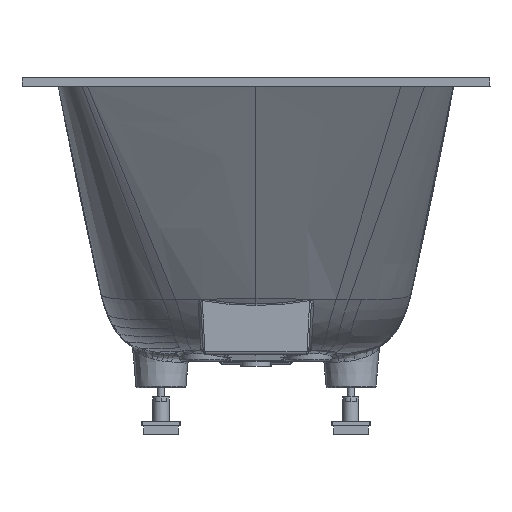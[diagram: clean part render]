
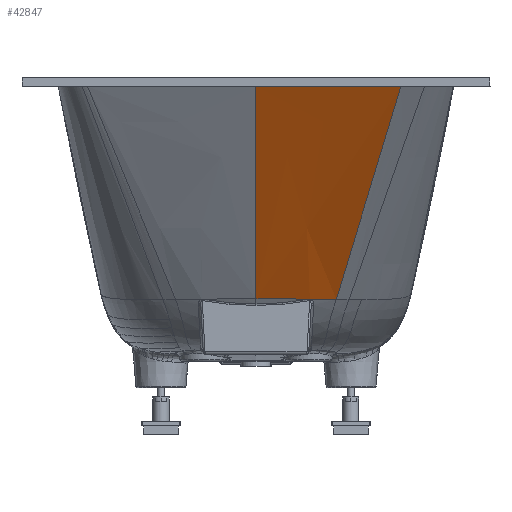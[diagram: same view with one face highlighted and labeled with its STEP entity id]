
A CAD part, front view. The second image highlights one B-rep face of the part: STEP entity #42847.
In plain terms, the highlighted free-form (B-spline) face has degree [3, 3] with [7, 8] control points.
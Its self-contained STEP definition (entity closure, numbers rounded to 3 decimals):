
#28446=CARTESIAN_POINT('',(21.297,837.367,595.0));
#28447=VERTEX_POINT('',#28446);
#28454=CARTESIAN_POINT('',(-226.454,837.367,595.0));
#28455=VERTEX_POINT('',#28454);
#28456=CARTESIAN_POINT('',(21.297,837.367,595.0));
#28457=DIRECTION('',(-1.0,0.0,0.0));
#28458=VECTOR('',#28457,247.751);
#28459=LINE('',#28456,#28458);
#28460=EDGE_CURVE('',#28447,#28455,#28459,.T.);
#42689=CARTESIAN_POINT('',(21.297,611.386,231.962));
#42690=VERTEX_POINT('',#42689);
#42691=CARTESIAN_POINT('',(21.297,611.386,231.962));
#42692=CARTESIAN_POINT('',(21.297,623.941,252.13));
#42693=CARTESIAN_POINT('',(21.297,649.052,292.466));
#42694=CARTESIAN_POINT('',(21.297,699.272,373.14));
#42695=CARTESIAN_POINT('',(21.297,749.49,453.816));
#42696=CARTESIAN_POINT('',(21.297,799.706,534.492));
#42697=CARTESIAN_POINT('',(21.297,824.814,574.831));
#42698=CARTESIAN_POINT('',(21.297,837.367,595.0));
#42699=B_SPLINE_CURVE_WITH_KNOTS('',3,(#42691,#42692,#42693,#42694,#42695,#42696,#42697,#42698),.UNSPECIFIED.,.F.,.U.,(4,1,1,1,1,4),(0.0,78.457,156.914,313.828,392.285,470.742),.UNSPECIFIED.);
#42700=EDGE_CURVE('',#42690,#28447,#42699,.T.);
#42740=CARTESIAN_POINT('',(21.297,611.386,231.962));
#42741=CARTESIAN_POINT('',(10.256,611.386,231.962));
#42742=CARTESIAN_POINT('',(-12.287,610.996,231.902));
#42743=CARTESIAN_POINT('',(-47.015,608.782,231.662));
#42744=CARTESIAN_POINT('',(-81.981,604.52,231.307));
#42745=CARTESIAN_POINT('',(-104.912,600.12,231.036));
#42746=CARTESIAN_POINT('',(-116.149,597.516,230.902));
#42747=CARTESIAN_POINT('',(21.297,623.941,252.13));
#42748=CARTESIAN_POINT('',(9.683,623.941,252.13));
#42749=CARTESIAN_POINT('',(-13.941,623.573,252.075));
#42750=CARTESIAN_POINT('',(-50.173,621.482,251.854));
#42751=CARTESIAN_POINT('',(-86.608,617.457,251.529));
#42752=CARTESIAN_POINT('',(-110.551,613.302,251.282));
#42753=CARTESIAN_POINT('',(-122.317,610.843,251.16));
#42754=CARTESIAN_POINT('',(21.297,649.052,292.466));
#42755=CARTESIAN_POINT('',(8.536,649.052,292.466));
#42756=CARTESIAN_POINT('',(-17.248,648.727,292.418));
#42757=CARTESIAN_POINT('',(-56.483,646.882,292.222));
#42758=CARTESIAN_POINT('',(-95.847,643.33,291.933));
#42759=CARTESIAN_POINT('',(-121.807,639.664,291.714));
#42760=CARTESIAN_POINT('',(-134.628,637.494,291.606));
#42761=CARTESIAN_POINT('',(21.297,699.272,373.14));
#42762=CARTESIAN_POINT('',(6.242,699.272,373.14));
#42763=CARTESIAN_POINT('',(-23.86,699.033,373.099));
#42764=CARTESIAN_POINT('',(-69.087,697.681,372.93));
#42765=CARTESIAN_POINT('',(-114.285,695.076,372.68));
#42766=CARTESIAN_POINT('',(-144.262,692.387,372.485));
#42767=CARTESIAN_POINT('',(-159.18,690.796,372.386));
#42768=CARTESIAN_POINT('',(21.297,749.49,453.816));
#42769=CARTESIAN_POINT('',(3.949,749.49,453.816));
#42770=CARTESIAN_POINT('',(-30.47,749.338,453.795));
#42771=CARTESIAN_POINT('',(-81.688,748.477,453.71));
#42772=CARTESIAN_POINT('',(-132.719,746.82,453.587));
#42773=CARTESIAN_POINT('',(-166.709,745.109,453.495));
#42774=CARTESIAN_POINT('',(-183.723,744.096,453.45));
#42775=CARTESIAN_POINT('',(21.297,799.706,534.492));
#42776=CARTESIAN_POINT('',(1.655,799.706,534.492));
#42777=CARTESIAN_POINT('',(-37.076,799.641,534.479));
#42778=CARTESIAN_POINT('',(-94.26,799.272,534.428));
#42779=CARTESIAN_POINT('',(-151.086,798.562,534.35));
#42780=CARTESIAN_POINT('',(-189.056,797.828,534.289));
#42781=CARTESIAN_POINT('',(-208.148,797.394,534.258));
#42782=CARTESIAN_POINT('',(21.297,824.814,574.831));
#42783=CARTESIAN_POINT('',(0.508,824.814,574.831));
#42784=CARTESIAN_POINT('',(-40.378,824.792,574.825));
#42785=CARTESIAN_POINT('',(-100.543,824.669,574.803));
#42786=CARTESIAN_POINT('',(-160.264,824.432,574.77));
#42787=CARTESIAN_POINT('',(-200.221,824.188,574.742));
#42788=CARTESIAN_POINT('',(-220.351,824.043,574.728));
#42789=CARTESIAN_POINT('',(21.297,837.367,595.0));
#42790=CARTESIAN_POINT('',(-0.065,837.367,595.0));
#42791=CARTESIAN_POINT('',(-42.029,837.367,595.0));
#42792=CARTESIAN_POINT('',(-103.685,837.367,595.0));
#42793=CARTESIAN_POINT('',(-164.854,837.367,595.0));
#42794=CARTESIAN_POINT('',(-205.805,837.367,595.0));
#42795=CARTESIAN_POINT('',(-226.454,837.367,595.0));
#42796=B_SPLINE_SURFACE_WITH_KNOTS('',3,3,((#42740,#42747,#42754,#42761,#42768,#42775,#42782,#42789),(#42741,#42748,#42755,#42762,#42769,#42776,#42783,#42790),(#42742,#42749,#42756,#42763,#42770,#42777,#42784,#42791),(#42743,#42750,#42757,#42764,#42771,#42778,#42785,#42792),(#42744,#42751,#42758,#42765,#42772,#42779,#42786,#42793),(#42745,#42752,#42759,#42766,#42773,#42780,#42787,#42794),(#42746,#42753,#42760,#42767,#42774,#42781,#42788,#42795)),.UNSPECIFIED.,.F.,.F.,.U.,(4,1,1,1,4),(4,1,1,1,1,4),(389.542,435.533,481.524,527.516,573.507),(0.0,78.457,156.914,313.828,392.285,470.742),.UNSPECIFIED.);
#42797=CARTESIAN_POINT('',(-116.149,597.516,230.901));
#42798=VERTEX_POINT('',#42797);
#42799=CARTESIAN_POINT('',(-116.149,597.516,230.902));
#42800=CARTESIAN_POINT('',(-122.317,610.843,251.16));
#42801=CARTESIAN_POINT('',(-134.628,637.494,291.606));
#42802=CARTESIAN_POINT('',(-159.18,690.796,372.386));
#42803=CARTESIAN_POINT('',(-183.723,744.096,453.45));
#42804=CARTESIAN_POINT('',(-208.148,797.394,534.258));
#42805=CARTESIAN_POINT('',(-220.351,824.043,574.728));
#42806=CARTESIAN_POINT('',(-226.454,837.367,595.0));
#42807=B_SPLINE_CURVE_WITH_KNOTS('',3,(#42799,#42800,#42801,#42802,#42803,#42804,#42805,#42806),.UNSPECIFIED.,.F.,.U.,(4,1,1,1,1,4),(0.0,78.457,156.914,313.828,392.285,470.742),.UNSPECIFIED.);
#42808=EDGE_CURVE('',#42798,#28455,#42807,.T.);
#42809=ORIENTED_EDGE('',*,*,#42808,.T.);
#42810=ORIENTED_EDGE('',*,*,#28460,.F.);
#42811=ORIENTED_EDGE('',*,*,#42700,.F.);
#42812=CARTESIAN_POINT('',(-70.634,605.768,231.418));
#42813=VERTEX_POINT('',#42812);
#42814=CARTESIAN_POINT('',(21.297,611.386,231.962));
#42815=CARTESIAN_POINT('',(10.256,611.386,231.962));
#42816=CARTESIAN_POINT('',(-12.287,610.996,231.902));
#42817=CARTESIAN_POINT('',(-43.267,609.021,231.688));
#42818=CARTESIAN_POINT('',(-62.784,606.825,231.5));
#42819=CARTESIAN_POINT('',(-70.634,605.768,231.418));
#42820=B_SPLINE_CURVE_WITH_KNOTS('',3,(#42814,#42815,#42816,#42817,#42818,#42819),.UNSPECIFIED.,.F.,.U.,(4,1,1,4),(389.542,435.533,481.524,512.628),.UNSPECIFIED.);
#42821=EDGE_CURVE('',#42690,#42813,#42820,.T.);
#42822=ORIENTED_EDGE('',*,*,#42821,.T.);
#42823=CARTESIAN_POINT('',(-71.531,605.646,231.409));
#42824=VERTEX_POINT('',#42823);
#42825=CARTESIAN_POINT('',(-15.041,200.387,117.962));
#42826=DIRECTION('',(0.026,-0.266,0.964));
#42827=DIRECTION('',(-0.133,0.954,0.267));
#42828=AXIS2_PLACEMENT_3D('',#42825,#42826,#42827);
#42829=CIRCLE('',#42828,424.613);
#42830=EDGE_CURVE('',#42813,#42824,#42829,.T.);
#42831=ORIENTED_EDGE('',*,*,#42830,.T.);
#42832=CARTESIAN_POINT('',(-71.531,605.646,231.409));
#42833=CARTESIAN_POINT('',(-74.989,605.174,231.373));
#42834=CARTESIAN_POINT('',(-78.442,604.669,231.336));
#42835=CARTESIAN_POINT('',(-81.886,604.13,231.298));
#42836=CARTESIAN_POINT('',(-85.892,603.503,231.254));
#42837=CARTESIAN_POINT('',(-89.889,602.828,231.209));
#42838=CARTESIAN_POINT('',(-93.868,602.107,231.163));
#42839=CARTESIAN_POINT('',(-101.37,600.747,231.077));
#42840=CARTESIAN_POINT('',(-108.806,599.217,230.989));
#42841=CARTESIAN_POINT('',(-116.148,597.515,230.9));
#42842=B_SPLINE_CURVE_WITH_KNOTS('',3,(#42832,#42833,#42834,#42835,#42836,#42837,#42838,#42839,#42840,#42841),.UNSPECIFIED.,.F.,.U.,(4,3,3,4),(513.813,527.516,543.455,573.507),.UNSPECIFIED.);
#42843=EDGE_CURVE('',#42824,#42798,#42842,.T.);
#42844=ORIENTED_EDGE('',*,*,#42843,.T.);
#42845=EDGE_LOOP('',(#42809,#42810,#42811,#42822,#42831,#42844));
#42846=FACE_OUTER_BOUND('',#42845,.T.);
#42847=ADVANCED_FACE('',(#42846),#42796,.T.);
